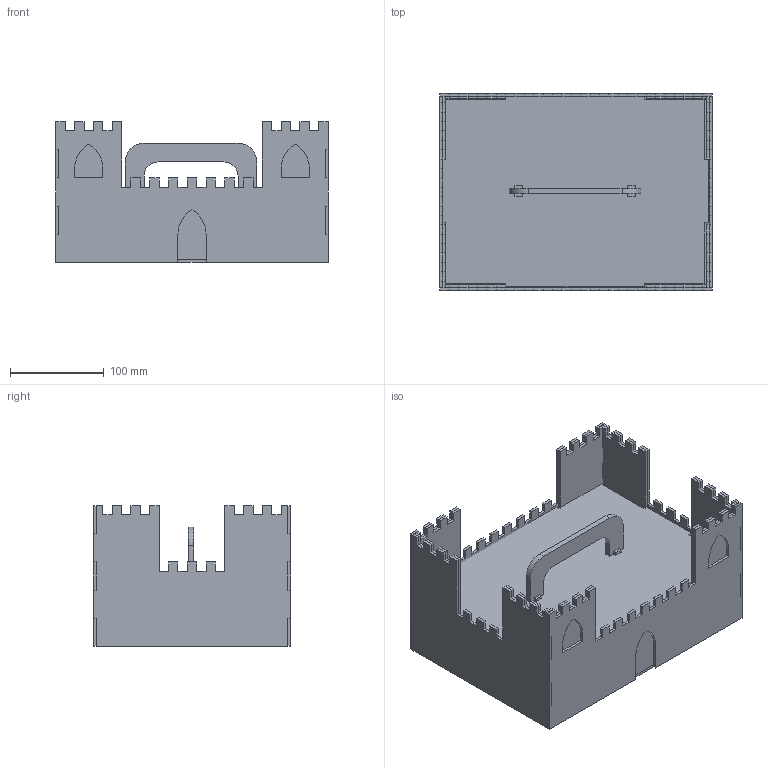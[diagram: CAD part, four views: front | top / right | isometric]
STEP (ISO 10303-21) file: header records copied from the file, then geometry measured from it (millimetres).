
FILE_DESCRIPTION(/* description */ (''),/* implementation_level */ '2;1');
FILE_NAME(/* name */ 'Carcassonne-STEP214.stp',/* time_stamp */ '2024-05-22T22:15:52+02:00',/* author */ (''),/* organization */ (''),/* preprocessor_version */ 'ST-DEVELOPER v19.3',/* originating_system */ 'SIEMENS PLM Software NX2212.4000',/* authorisation */ '');
FILE_SCHEMA (('AUTOMOTIVE_DESIGN { 1 0 10303 214 3 1 1 1 }'));
Length unit declared in the file: millimetre
Products named in the file (15): kaartjes_wand_par; kaartjes_onder_par; kaartjes_voorwand_par; binneplaat_zijwand_par; onderplaat_par; achterkant_par; zijwand_par; binneplaat_voorkant_par; bovenplaat_par; verstevegintje_par; handel_par; voorkant_par; kaarthouderass_asm; pionenhuder_asm; castleass_asm
Assembly tree (33 placements, depth 3):
  castleass_asm
    voorkant_par
    handel_par
    verstevegintje_par  x4
    bovenplaat_par
    pionenhuder_asm  x3
      kaartjes_voorwand_par
      kaartjes_onder_par
      kaartjes_wand_par
    binneplaat_voorkant_par  x2
    zijwand_par  x2
    achterkant_par
    kaarthouderass_asm  x5
      kaartjes_voorwand_par
      kaartjes_onder_par
      kaartjes_wand_par
    onderplaat_par
    binneplaat_zijwand_par  x2
Bounding box: 290 x 210 x 150 mm (x, y, z)
Volume: 1394134.4 mm3; surface area: 991468.4 mm2
Topology: 55 solids, 55 shells, 2185 faces, 6225 edges, 4150 vertices
Faces by surface type: plane 2175, cylinder 10
Entity records: 20447 total; most frequent: CARTESIAN_POINT 3628, ORIENTED_EDGE 3570, DIRECTION 3111, EDGE_CURVE 1785, LINE 1765, VECTOR 1765, VERTEX_POINT 1190, AXIS2_PLACEMENT_3D 673
